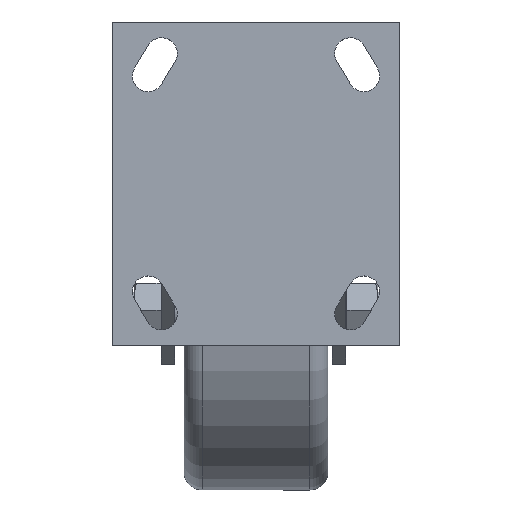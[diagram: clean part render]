
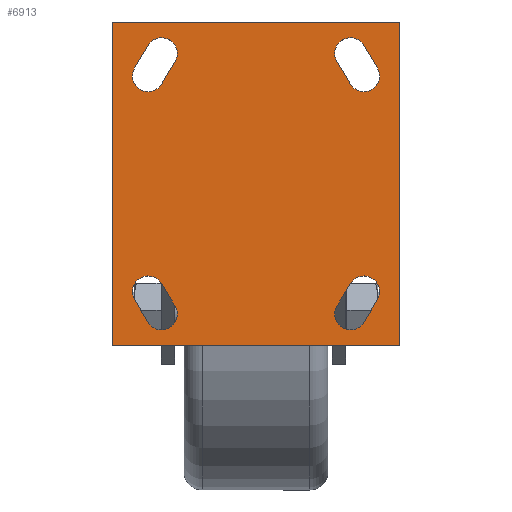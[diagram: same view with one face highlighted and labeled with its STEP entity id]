
A CAD part, top view. The second image highlights one B-rep face of the part: STEP entity #6913.
In plain terms, the highlighted planar face has unit normal (0, 0, 1).
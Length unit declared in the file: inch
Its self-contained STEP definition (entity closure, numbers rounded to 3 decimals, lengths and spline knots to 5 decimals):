
#6211=CARTESIAN_POINT('',(1.50006,1.92503,6.5));
#6212=VERTEX_POINT('',#6211);
#6213=CARTESIAN_POINT('',(1.68755,1.61254,6.5));
#6214=VERTEX_POINT('',#6213);
#6215=CARTESIAN_POINT('',(1.50006,1.92503,6.5));
#6216=DIRECTION('',(0.514,-0.857,0.0));
#6217=VECTOR('',#6216,0.36443);
#6218=LINE('',#6215,#6217);
#6219=EDGE_CURVE('',#6212,#6214,#6218,.T.);
#6251=CARTESIAN_POINT('',(1.3124,1.38745,6.5));
#6252=VERTEX_POINT('',#6251);
#6253=CARTESIAN_POINT('',(1.49998,1.49999,6.5));
#6254=DIRECTION('',(0.0,0.0,-1.0));
#6255=DIRECTION('',(0.514,-0.857,0.0));
#6256=AXIS2_PLACEMENT_3D('',#6253,#6254,#6255);
#6257=CIRCLE('',#6256,0.21875);
#6258=EDGE_CURVE('',#6214,#6252,#6257,.T.);
#6284=CARTESIAN_POINT('',(1.1249,1.69994,6.5));
#6285=VERTEX_POINT('',#6284);
#6286=CARTESIAN_POINT('',(1.3124,1.38745,6.5));
#6287=DIRECTION('',(-0.514,0.857,0.0));
#6288=VECTOR('',#6287,0.36443);
#6289=LINE('',#6286,#6288);
#6290=EDGE_CURVE('',#6252,#6285,#6289,.T.);
#6315=CARTESIAN_POINT('',(1.31248,1.81249,6.5));
#6316=DIRECTION('',(0.0,0.0,-1.0));
#6317=DIRECTION('',(-0.514,0.857,0.0));
#6318=AXIS2_PLACEMENT_3D('',#6315,#6316,#6317);
#6319=CIRCLE('',#6318,0.21875);
#6320=EDGE_CURVE('',#6285,#6212,#6319,.T.);
#6339=CARTESIAN_POINT('',(-1.12493,1.69994,6.5));
#6340=VERTEX_POINT('',#6339);
#6341=CARTESIAN_POINT('',(-1.31243,1.38745,6.5));
#6342=VERTEX_POINT('',#6341);
#6343=CARTESIAN_POINT('',(-1.12493,1.69994,6.5));
#6344=DIRECTION('',(-0.514,-0.857,0.0));
#6345=VECTOR('',#6344,0.36443);
#6346=LINE('',#6343,#6345);
#6347=EDGE_CURVE('',#6340,#6342,#6346,.T.);
#6379=CARTESIAN_POINT('',(-1.68758,1.61254,6.5));
#6380=VERTEX_POINT('',#6379);
#6381=CARTESIAN_POINT('',(-1.5,1.49999,6.5));
#6382=DIRECTION('',(0.0,0.0,-1.0));
#6383=DIRECTION('',(-0.514,-0.857,0.0));
#6384=AXIS2_PLACEMENT_3D('',#6381,#6382,#6383);
#6385=CIRCLE('',#6384,0.21875);
#6386=EDGE_CURVE('',#6342,#6380,#6385,.T.);
#6412=CARTESIAN_POINT('',(-1.50008,1.92503,6.5));
#6413=VERTEX_POINT('',#6412);
#6414=CARTESIAN_POINT('',(-1.68758,1.61254,6.5));
#6415=DIRECTION('',(0.514,0.857,0.0));
#6416=VECTOR('',#6415,0.36443);
#6417=LINE('',#6414,#6416);
#6418=EDGE_CURVE('',#6380,#6413,#6417,.T.);
#6443=CARTESIAN_POINT('',(-1.3125,1.81249,6.5));
#6444=DIRECTION('',(0.0,0.0,-1.0));
#6445=DIRECTION('',(0.514,0.857,0.0));
#6446=AXIS2_PLACEMENT_3D('',#6443,#6444,#6445);
#6447=CIRCLE('',#6446,0.21875);
#6448=EDGE_CURVE('',#6413,#6340,#6447,.T.);
#6467=CARTESIAN_POINT('',(-1.50008,-1.92503,6.5));
#6468=VERTEX_POINT('',#6467);
#6469=CARTESIAN_POINT('',(-1.68758,-1.61254,6.5));
#6470=VERTEX_POINT('',#6469);
#6471=CARTESIAN_POINT('',(-1.50008,-1.92503,6.5));
#6472=DIRECTION('',(-0.514,0.857,0.0));
#6473=VECTOR('',#6472,0.36443);
#6474=LINE('',#6471,#6473);
#6475=EDGE_CURVE('',#6468,#6470,#6474,.T.);
#6507=CARTESIAN_POINT('',(-1.31243,-1.38745,6.5));
#6508=VERTEX_POINT('',#6507);
#6509=CARTESIAN_POINT('',(-1.5,-1.49999,6.5));
#6510=DIRECTION('',(0.0,0.0,-1.0));
#6511=DIRECTION('',(-0.514,0.857,0.0));
#6512=AXIS2_PLACEMENT_3D('',#6509,#6510,#6511);
#6513=CIRCLE('',#6512,0.21875);
#6514=EDGE_CURVE('',#6470,#6508,#6513,.T.);
#6540=CARTESIAN_POINT('',(-1.12493,-1.69994,6.5));
#6541=VERTEX_POINT('',#6540);
#6542=CARTESIAN_POINT('',(-1.31243,-1.38745,6.5));
#6543=DIRECTION('',(0.514,-0.857,0.0));
#6544=VECTOR('',#6543,0.36443);
#6545=LINE('',#6542,#6544);
#6546=EDGE_CURVE('',#6508,#6541,#6545,.T.);
#6571=CARTESIAN_POINT('',(-1.3125,-1.81249,6.5));
#6572=DIRECTION('',(0.0,0.0,-1.0));
#6573=DIRECTION('',(0.514,-0.857,0.0));
#6574=AXIS2_PLACEMENT_3D('',#6571,#6572,#6573);
#6575=CIRCLE('',#6574,0.21875);
#6576=EDGE_CURVE('',#6541,#6468,#6575,.T.);
#6595=CARTESIAN_POINT('',(1.1249,-1.69994,6.5));
#6596=VERTEX_POINT('',#6595);
#6597=CARTESIAN_POINT('',(1.3124,-1.38745,6.5));
#6598=VERTEX_POINT('',#6597);
#6599=CARTESIAN_POINT('',(1.1249,-1.69994,6.5));
#6600=DIRECTION('',(0.514,0.857,0.0));
#6601=VECTOR('',#6600,0.36443);
#6602=LINE('',#6599,#6601);
#6603=EDGE_CURVE('',#6596,#6598,#6602,.T.);
#6635=CARTESIAN_POINT('',(1.68755,-1.61254,6.5));
#6636=VERTEX_POINT('',#6635);
#6637=CARTESIAN_POINT('',(1.49998,-1.49999,6.5));
#6638=DIRECTION('',(0.0,0.0,-1.0));
#6639=DIRECTION('',(0.514,0.857,0.0));
#6640=AXIS2_PLACEMENT_3D('',#6637,#6638,#6639);
#6641=CIRCLE('',#6640,0.21875);
#6642=EDGE_CURVE('',#6598,#6636,#6641,.T.);
#6668=CARTESIAN_POINT('',(1.50006,-1.92503,6.5));
#6669=VERTEX_POINT('',#6668);
#6670=CARTESIAN_POINT('',(1.68755,-1.61254,6.5));
#6671=DIRECTION('',(-0.514,-0.857,0.0));
#6672=VECTOR('',#6671,0.36443);
#6673=LINE('',#6670,#6672);
#6674=EDGE_CURVE('',#6636,#6669,#6673,.T.);
#6699=CARTESIAN_POINT('',(1.31248,-1.81249,6.5));
#6700=DIRECTION('',(0.0,0.0,-1.0));
#6701=DIRECTION('',(-0.514,-0.857,0.0));
#6702=AXIS2_PLACEMENT_3D('',#6699,#6700,#6701);
#6703=CIRCLE('',#6702,0.21875);
#6704=EDGE_CURVE('',#6669,#6596,#6703,.T.);
#6723=CARTESIAN_POINT('',(-2.,-2.24999,6.5));
#6724=VERTEX_POINT('',#6723);
#6725=CARTESIAN_POINT('',(-2.,2.24999,6.5));
#6726=VERTEX_POINT('',#6725);
#6727=CARTESIAN_POINT('',(-2.,-2.24999,6.5));
#6728=DIRECTION('',(0.0,1.0,0.0));
#6729=VECTOR('',#6728,4.49997);
#6730=LINE('',#6727,#6729);
#6731=EDGE_CURVE('',#6724,#6726,#6730,.T.);
#6763=CARTESIAN_POINT('',(1.99998,2.24999,6.5));
#6764=VERTEX_POINT('',#6763);
#6765=CARTESIAN_POINT('',(-2.,2.24999,6.5));
#6766=DIRECTION('',(1.0,0.0,0.0));
#6767=VECTOR('',#6766,3.99998);
#6768=LINE('',#6765,#6767);
#6769=EDGE_CURVE('',#6726,#6764,#6768,.T.);
#6794=CARTESIAN_POINT('',(1.99998,-2.24999,6.5));
#6795=VERTEX_POINT('',#6794);
#6796=CARTESIAN_POINT('',(1.99998,2.24999,6.5));
#6797=DIRECTION('',(0.0,-1.0,0.0));
#6798=VECTOR('',#6797,4.49997);
#6799=LINE('',#6796,#6798);
#6800=EDGE_CURVE('',#6764,#6795,#6799,.T.);
#6825=CARTESIAN_POINT('',(1.99998,-2.24999,6.5));
#6826=DIRECTION('',(-1.0,0.0,0.0));
#6827=VECTOR('',#6826,3.99998);
#6828=LINE('',#6825,#6827);
#6829=EDGE_CURVE('',#6795,#6724,#6828,.T.);
#6878=CARTESIAN_POINT('',(-2.,-2.24999,6.5));
#6879=DIRECTION('',(0.0,0.0,1.0));
#6880=DIRECTION('',(-1.0,0.0,0.0));
#6881=AXIS2_PLACEMENT_3D('',#6878,#6879,#6880);
#6882=PLANE('',#6881);
#6883=ORIENTED_EDGE('',*,*,#6731,.F.);
#6884=ORIENTED_EDGE('',*,*,#6829,.F.);
#6885=ORIENTED_EDGE('',*,*,#6800,.F.);
#6886=ORIENTED_EDGE('',*,*,#6769,.F.);
#6887=EDGE_LOOP('',(#6883,#6884,#6885,#6886));
#6888=FACE_OUTER_BOUND('',#6887,.T.);
#6889=ORIENTED_EDGE('',*,*,#6219,.T.);
#6890=ORIENTED_EDGE('',*,*,#6258,.T.);
#6891=ORIENTED_EDGE('',*,*,#6290,.T.);
#6892=ORIENTED_EDGE('',*,*,#6320,.T.);
#6893=EDGE_LOOP('',(#6889,#6890,#6891,#6892));
#6894=FACE_BOUND('',#6893,.T.);
#6895=ORIENTED_EDGE('',*,*,#6347,.T.);
#6896=ORIENTED_EDGE('',*,*,#6386,.T.);
#6897=ORIENTED_EDGE('',*,*,#6418,.T.);
#6898=ORIENTED_EDGE('',*,*,#6448,.T.);
#6899=EDGE_LOOP('',(#6895,#6896,#6897,#6898));
#6900=FACE_BOUND('',#6899,.T.);
#6901=ORIENTED_EDGE('',*,*,#6475,.T.);
#6902=ORIENTED_EDGE('',*,*,#6514,.T.);
#6903=ORIENTED_EDGE('',*,*,#6546,.T.);
#6904=ORIENTED_EDGE('',*,*,#6576,.T.);
#6905=EDGE_LOOP('',(#6901,#6902,#6903,#6904));
#6906=FACE_BOUND('',#6905,.T.);
#6907=ORIENTED_EDGE('',*,*,#6603,.T.);
#6908=ORIENTED_EDGE('',*,*,#6642,.T.);
#6909=ORIENTED_EDGE('',*,*,#6674,.T.);
#6910=ORIENTED_EDGE('',*,*,#6704,.T.);
#6911=EDGE_LOOP('',(#6907,#6908,#6909,#6910));
#6912=FACE_BOUND('',#6911,.T.);
#6913=ADVANCED_FACE('',(#6888,#6894,#6900,#6906,#6912),#6882,.T.);
